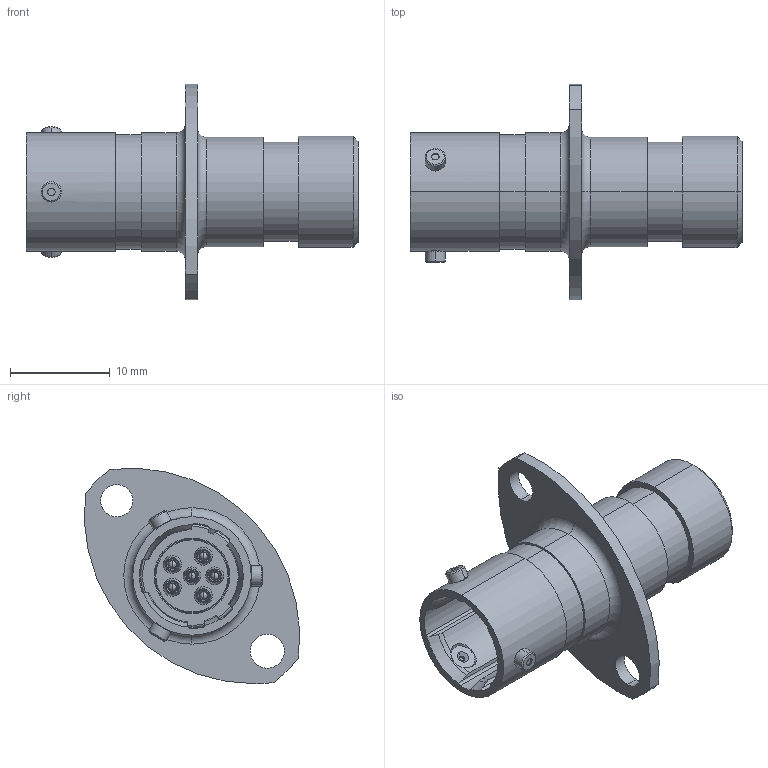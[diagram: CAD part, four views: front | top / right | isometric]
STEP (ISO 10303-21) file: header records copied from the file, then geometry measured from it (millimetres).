
FILE_DESCRIPTION (( 'STEP AP214' ), '1' );
FILE_NAME ('AS008-35PN.STEP', '2013-07-29T09:11:45', ( 'TE Connectivity' ), ( 'TE Connectivity' ), 'SwSTEP 2.0', 'SolidWorks 2011', '' );
FILE_SCHEMA (( 'AUTOMOTIVE_DESIGN' ));
Length unit declared in the file: inch
Products named in the file (1): AS008-35PN
Bounding box: 33.31 x 21.59 x 21.61 mm (x, y, z)
Volume: 2403.3 mm3; surface area: 4246.1 mm2
Topology: 15 solids, 15 shells, 440 faces, 954 edges, 566 vertices
Faces by surface type: cylinder 159, torus 123, cone 74, plane 74, sphere 10
Entity records: 18154 total; most frequent: DIRECTION 2400, CARTESIAN_POINT 2288, ORIENTED_EDGE 1872, AXIS2_PLACEMENT_3D 1076, EDGE_CURVE 936, CIRCLE 637, VERTEX_POINT 558, EDGE_LOOP 508
